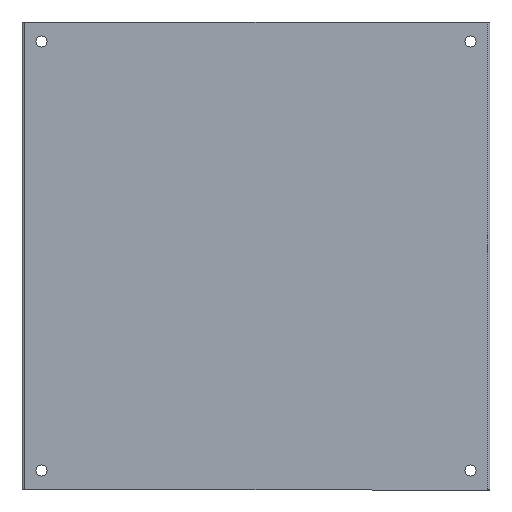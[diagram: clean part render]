
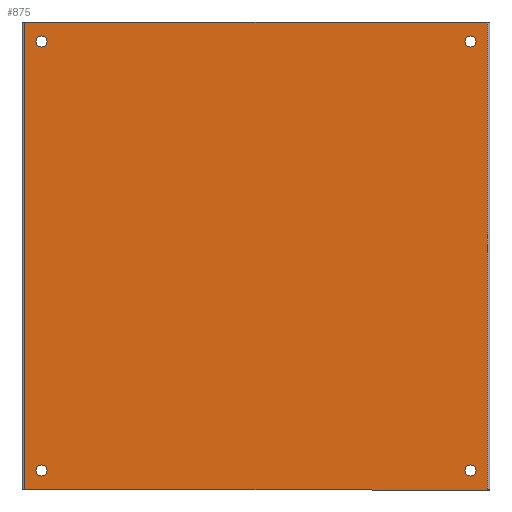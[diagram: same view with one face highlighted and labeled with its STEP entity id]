
A CAD part, front view. The second image highlights one B-rep face of the part: STEP entity #875.
In plain terms, the highlighted planar face has unit normal (0, -1, 0).
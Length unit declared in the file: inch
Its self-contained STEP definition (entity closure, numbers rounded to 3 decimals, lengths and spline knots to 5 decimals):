
#10 = EDGE_CURVE ( 'NONE', #548, #444, #457, .T. ) ;
#12 = CARTESIAN_POINT ( 'NONE',  ( 10.375, 0., 10.5 ) ) ;
#27 = CARTESIAN_POINT ( 'NONE',  ( -9.625, 0., -9.625 ) ) ;
#29 = FACE_BOUND ( 'NONE', #378, .T. ) ;
#42 = AXIS2_PLACEMENT_3D ( 'NONE', #399, #177, #899 ) ;
#43 = CARTESIAN_POINT ( 'NONE',  ( -9.625, 0., 9.625 ) ) ;
#51 = DIRECTION ( 'NONE',  ( 0., -1., 0. ) ) ;
#54 = FACE_OUTER_BOUND ( 'NONE', #555, .T. ) ;
#71 = ORIENTED_EDGE ( 'NONE', *, *, #574, .F. ) ;
#114 = CARTESIAN_POINT ( 'NONE',  ( 10.5, 0., 10.5 ) ) ;
#117 = EDGE_LOOP ( 'NONE', ( #171 ) ) ;
#127 = DIRECTION ( 'NONE',  ( 0., 0., -1. ) ) ;
#148 = VECTOR ( 'NONE', #525, 39.37008 ) ;
#154 = EDGE_LOOP ( 'NONE', ( #523 ) ) ;
#160 = DIRECTION ( 'NONE',  ( 0., 1., 0. ) ) ;
#169 = ORIENTED_EDGE ( 'NONE', *, *, #696, .T. ) ;
#171 = ORIENTED_EDGE ( 'NONE', *, *, #367, .T. ) ;
#173 = EDGE_CURVE ( 'NONE', #830, #830, #562, .T. ) ;
#177 = DIRECTION ( 'NONE',  ( 0., 1., 0. ) ) ;
#188 = EDGE_CURVE ( 'NONE', #600, #600, #813, .T. ) ;
#236 = CIRCLE ( 'NONE', #849, 0.25 ) ;
#237 = CARTESIAN_POINT ( 'NONE',  ( 10.375, 0., -10.5 ) ) ;
#268 = CARTESIAN_POINT ( 'NONE',  ( -10.5, 0., -10.5 ) ) ;
#270 = EDGE_CURVE ( 'NONE', #341, #548, #577, .T. ) ;
#277 = FACE_BOUND ( 'NONE', #117, .T. ) ;
#341 = VERTEX_POINT ( 'NONE', #777 ) ;
#367 = EDGE_CURVE ( 'NONE', #638, #638, #644, .T. ) ;
#378 = EDGE_LOOP ( 'NONE', ( #592 ) ) ;
#395 = DIRECTION ( 'NONE',  ( 0., 1., 0. ) ) ;
#399 = CARTESIAN_POINT ( 'NONE',  ( 9.625, 0., 9.625 ) ) ;
#413 = ORIENTED_EDGE ( 'NONE', *, *, #10, .F. ) ;
#424 = VECTOR ( 'NONE', #909, 39.37008 ) ;
#432 = CARTESIAN_POINT ( 'NONE',  ( -9.625, 0., 9.375 ) ) ;
#434 = VERTEX_POINT ( 'NONE', #863 ) ;
#444 = VERTEX_POINT ( 'NONE', #935 ) ;
#445 = CARTESIAN_POINT ( 'NONE',  ( 9.625, 0., 9.375 ) ) ;
#454 = LINE ( 'NONE', #466, #603 ) ;
#457 = LINE ( 'NONE', #237, #910 ) ;
#466 = CARTESIAN_POINT ( 'NONE',  ( -10.375, 0., -10.5 ) ) ;
#501 = PLANE ( 'NONE',  #784 ) ;
#504 = FACE_BOUND ( 'NONE', #858, .T. ) ;
#513 = ORIENTED_EDGE ( 'NONE', *, *, #554, .T. ) ;
#523 = ORIENTED_EDGE ( 'NONE', *, *, #173, .T. ) ;
#525 = DIRECTION ( 'NONE',  ( -1., 0., 0. ) ) ;
#548 = VERTEX_POINT ( 'NONE', #12 ) ;
#554 = EDGE_CURVE ( 'NONE', #434, #434, #236, .T. ) ;
#555 = EDGE_LOOP ( 'NONE', ( #71, #413, #942, #169 ) ) ;
#562 = CIRCLE ( 'NONE', #621, 0.25 ) ;
#565 = DIRECTION ( 'NONE',  ( 0., 0., -1. ) ) ;
#569 = DIRECTION ( 'NONE',  ( 0., 1., 0. ) ) ;
#574 = EDGE_CURVE ( 'NONE', #444, #827, #732, .T. ) ;
#577 = LINE ( 'NONE', #114, #424 ) ;
#592 = ORIENTED_EDGE ( 'NONE', *, *, #188, .T. ) ;
#595 = CARTESIAN_POINT ( 'NONE',  ( -10.5, 0., -10.5 ) ) ;
#600 = VERTEX_POINT ( 'NONE', #445 ) ;
#603 = VECTOR ( 'NONE', #613, 39.37008 ) ;
#610 = DIRECTION ( 'NONE',  ( 0., 0., -1. ) ) ;
#613 = DIRECTION ( 'NONE',  ( 0., 0., -1. ) ) ;
#621 = AXIS2_PLACEMENT_3D ( 'NONE', #27, #395, #832 ) ;
#638 = VERTEX_POINT ( 'NONE', #432 ) ;
#640 = FACE_BOUND ( 'NONE', #154, .T. ) ;
#644 = CIRCLE ( 'NONE', #713, 0.25 ) ;
#671 = DIRECTION ( 'NONE',  ( 0., 0., -1. ) ) ;
#696 = EDGE_CURVE ( 'NONE', #341, #827, #454, .T. ) ;
#713 = AXIS2_PLACEMENT_3D ( 'NONE', #43, #569, #127 ) ;
#732 = LINE ( 'NONE', #595, #148 ) ;
#735 = CARTESIAN_POINT ( 'NONE',  ( 9.625, 0., -9.625 ) ) ;
#777 = CARTESIAN_POINT ( 'NONE',  ( -10.375, 0., 10.5 ) ) ;
#784 = AXIS2_PLACEMENT_3D ( 'NONE', #268, #51, #565 ) ;
#799 = CARTESIAN_POINT ( 'NONE',  ( -9.625, 0., -9.875 ) ) ;
#813 = CIRCLE ( 'NONE', #42, 0.25 ) ;
#827 = VERTEX_POINT ( 'NONE', #918 ) ;
#830 = VERTEX_POINT ( 'NONE', #799 ) ;
#832 = DIRECTION ( 'NONE',  ( 0., 0., -1. ) ) ;
#849 = AXIS2_PLACEMENT_3D ( 'NONE', #735, #160, #671 ) ;
#858 = EDGE_LOOP ( 'NONE', ( #513 ) ) ;
#863 = CARTESIAN_POINT ( 'NONE',  ( 9.625, 0., -9.875 ) ) ;
#875 = ADVANCED_FACE ( 'NONE', ( #54, #29, #504, #640, #277 ), #501, .T. ) ;
#899 = DIRECTION ( 'NONE',  ( 0., 0., -1. ) ) ;
#909 = DIRECTION ( 'NONE',  ( 1., 0., 0. ) ) ;
#910 = VECTOR ( 'NONE', #610, 39.37008 ) ;
#918 = CARTESIAN_POINT ( 'NONE',  ( -10.375, 0., -10.5 ) ) ;
#935 = CARTESIAN_POINT ( 'NONE',  ( 10.375, 0., -10.5 ) ) ;
#942 = ORIENTED_EDGE ( 'NONE', *, *, #270, .F. ) ;
